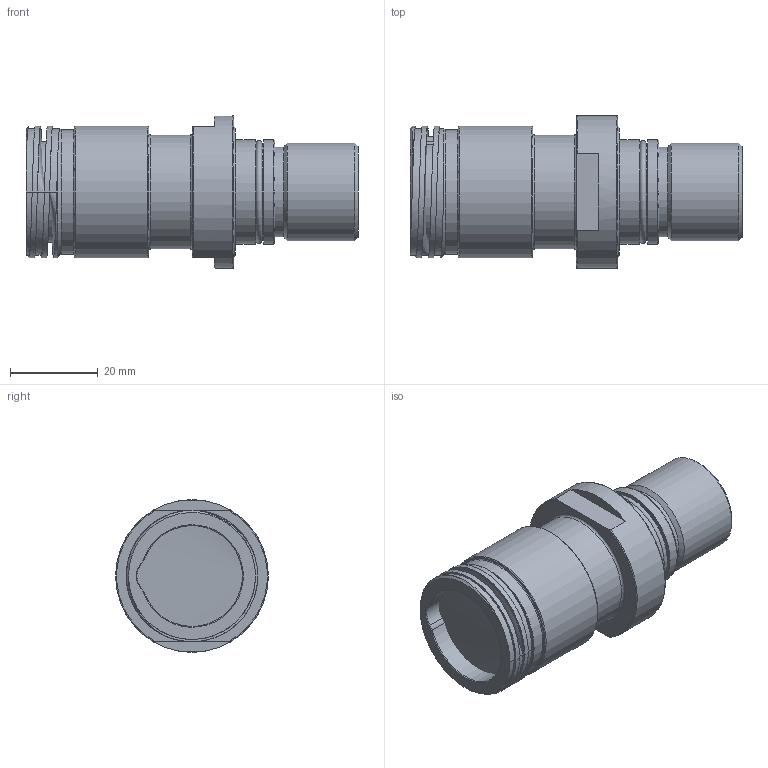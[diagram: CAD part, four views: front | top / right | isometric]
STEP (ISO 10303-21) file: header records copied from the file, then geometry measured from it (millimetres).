
FILE_DESCRIPTION(/* description */ (''),/* implementation_level */ '2;1');
FILE_NAME(/* name */ 'TrustLink MS BCR SB 16 F.stp',/* time_stamp */ '2021-03-11T10:22:22+01:00',/* author */ ('sh'),/* organization */ (''),/* preprocessor_version */ 'ST-DEVELOPER v17.2',/* originating_system */ 'Autodesk Inventor 2019',/* authorisation */ '');
FILE_SCHEMA (('AUTOMOTIVE_DESIGN { 1 0 10303 214 3 1 1 }'));
Length unit declared in the file: millimetre
Products named in the file (1): TrustLink MS BCR SB 16 F
Bounding box: 75.8 x 34.8 x 34.8 mm (x, y, z)
Volume: 29045.4 mm3; surface area: 17243.1 mm2
Topology: 2 solids, 4 shells, 1366 faces, 3728 edges, 2397 vertices
Faces by surface type: plane 518, cylinder 362, bspline 271, cone 148, torus 67
Full cylindrical faces by diameter (mm): 0.5 x14, 1 x2, 1.05 x14, 1.1 x14, 1.12 x14, 1.32 x14, 1.6 x16, 1.75 x14, 1.78 x14, 1.8 x28, 1.85 x2, 1.96 x2, 1.98 x14, 2.4 x18, 2.6 x4, 2.9 x2, 2.95 x2, 3.5 x2, 16 x1, 19 x1, 20 x1, 20.5 x2, 21.9 x2, 22.225 x1, 23 x2, 23.749 x2, 25.2 x4, 26 x1, 27 x2, 28.5 x1
Entity records: 54707 total; most frequent: CARTESIAN_POINT 19830, ORIENTED_EDGE 7392, DIRECTION 6376, EDGE_CURVE 3696, VERTEX_POINT 2397, AXIS2_PLACEMENT_3D 2349, LINE 1678, VECTOR 1678
